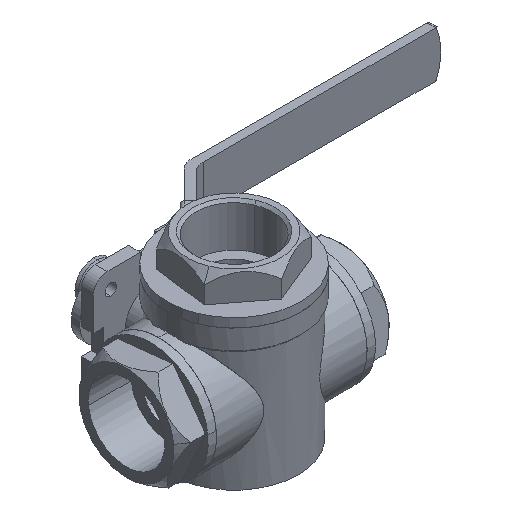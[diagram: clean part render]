
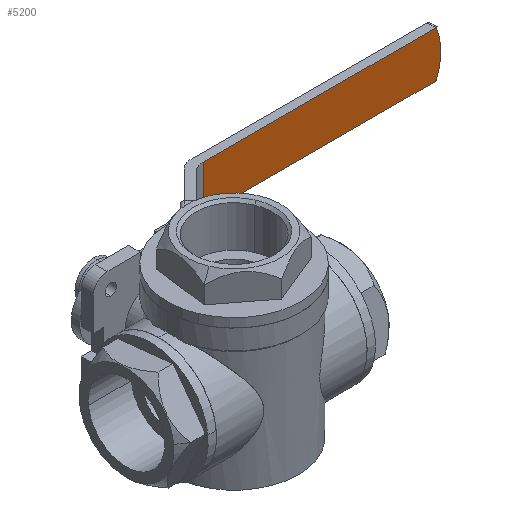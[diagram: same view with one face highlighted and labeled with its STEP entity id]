
A CAD part, isometric view. The second image highlights one B-rep face of the part: STEP entity #5200.
In plain terms, the highlighted planar face has unit normal (0, -1, 0).
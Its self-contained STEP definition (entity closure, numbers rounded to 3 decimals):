
#4640=DIRECTION('',(-1.,0.,0.));
#4641=VECTOR('',#4640,136.772);
#4642=CARTESIAN_POINT('',(173.914,33.,13.5));
#4643=LINE('',#4642,#4641);
#4724=DIRECTION('',(-1.,0.,0.));
#4725=VECTOR('',#4724,136.063);
#4726=CARTESIAN_POINT('',(173.205,33.,-13.5));
#4727=LINE('',#4726,#4725);
#4765=DIRECTION('',(0.,0.,-1.));
#4766=VECTOR('',#4765,27.);
#4767=CARTESIAN_POINT('',(37.142,33.,13.5));
#4768=LINE('',#4767,#4766);
#4773=DIRECTION('',(-0.911,0.,-0.413));
#4774=VECTOR('',#4773,0.652);
#4775=CARTESIAN_POINT('',(173.914,33.,13.5));
#4776=LINE('',#4775,#4774);
#4777=CARTESIAN_POINT('',(142.,33.,0.));
#4778=DIRECTION('',(0.,1.,0.));
#4779=DIRECTION('',(0.921,0.,0.389));
#4780=AXIS2_PLACEMENT_3D('',#4777,#4778,#4779);
#4846=CARTESIAN_POINT('',(173.914,33.,13.5));
#4847=CARTESIAN_POINT('',(173.32,33.,13.231));
#4848=VERTEX_POINT('',#4846);
#4849=VERTEX_POINT('',#4847);
#4850=CARTESIAN_POINT('',(37.142,33.,13.5));
#4851=VERTEX_POINT('',#4850);
#4852=CARTESIAN_POINT('',(37.142,33.,-13.5));
#4853=VERTEX_POINT('',#4852);
#4854=CARTESIAN_POINT('',(173.205,33.,-13.5));
#4855=VERTEX_POINT('',#4854);
#5188=CARTESIAN_POINT('',(106.586,33.,0.));
#5189=DIRECTION('',(0.,1.,0.));
#5190=DIRECTION('',(0.,0.,1.));
#5191=AXIS2_PLACEMENT_3D('',#5188,#5189,#5190);
#5192=PLANE('',#5191);
#5193=ORIENTED_EDGE('',*,*,#5060,.T.);
#5194=ORIENTED_EDGE('',*,*,#5077,.T.);
#5195=ORIENTED_EDGE('',*,*,#5125,.T.);
#5196=ORIENTED_EDGE('',*,*,#5180,.F.);
#5197=ORIENTED_EDGE('',*,*,#5035,.F.);
#5198=EDGE_LOOP('',(#5193,#5194,#5195,#5196,#5197));
#5199=FACE_OUTER_BOUND('',#5198,.F.);
#4781=CIRCLE('',#4780,34.);
#5035=EDGE_CURVE('',#4848,#4851,#4643,.T.);
#5060=EDGE_CURVE('',#4848,#4849,#4776,.T.);
#5077=EDGE_CURVE('',#4849,#4855,#4781,.T.);
#5125=EDGE_CURVE('',#4855,#4853,#4727,.T.);
#5180=EDGE_CURVE('',#4851,#4853,#4768,.T.);
#5200=ADVANCED_FACE('',(#5199),#5192,.F.);
